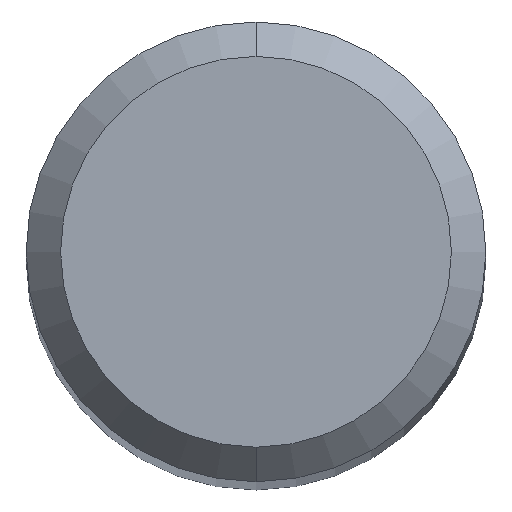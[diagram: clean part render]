
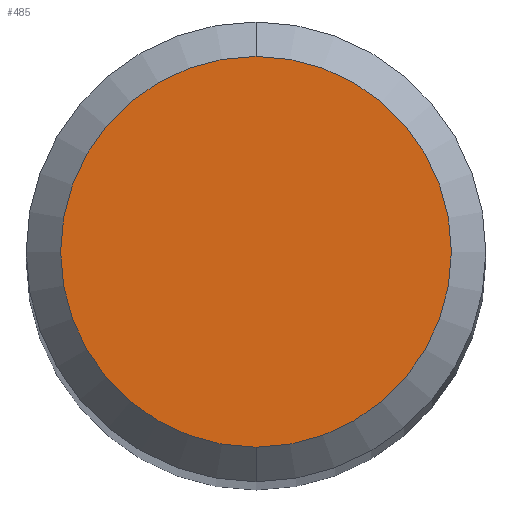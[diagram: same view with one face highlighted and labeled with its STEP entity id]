
A CAD part, top view. The second image highlights one B-rep face of the part: STEP entity #485.
In plain terms, the highlighted planar face has unit normal (0, 0, 1).
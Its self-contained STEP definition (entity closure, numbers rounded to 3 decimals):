
#409=VERTEX_POINT('',#1164);
#485=ADVANCED_FACE('',(#1249),#1250,.T.);
#509=EDGE_CURVE('',#699,#409,#1274,.T.);
#699=VERTEX_POINT('',#1481);
#843=EDGE_CURVE('',#409,#699,#1635,.T.);
#1164=CARTESIAN_POINT('',(0.0,1.7,0.0));
#1249=FACE_OUTER_BOUND('',#2257,.T.);
#1250=PLANE('',#2258);
#1274=CIRCLE('',#2310,1.7);
#1481=CARTESIAN_POINT('',(0.,-1.7,0.0));
#1635=CIRCLE('',#3743,1.7);
#2257=EDGE_LOOP('',(#5089,#5090));
#2258=AXIS2_PLACEMENT_3D('',#5091,#5092,#5093);
#2310=AXIS2_PLACEMENT_3D('',#5097,#5098,#5099);
#3743=AXIS2_PLACEMENT_3D('',#5467,#5468,#5469);
#5089=ORIENTED_EDGE('',*,*,#843,.F.);
#5090=ORIENTED_EDGE('',*,*,#509,.F.);
#5091=CARTESIAN_POINT('',(0.0,0.85,0.0));
#5092=DIRECTION('',(-0.0,0.0,1.0));
#5093=DIRECTION('',(0.0,-1.0,0.0));
#5097=CARTESIAN_POINT('',(0.0,0.0,0.0));
#5098=DIRECTION('',(0.0,0.0,-1.0));
#5099=DIRECTION('',(0.0,1.0,0.0));
#5467=CARTESIAN_POINT('',(0.0,0.0,0.0));
#5468=DIRECTION('',(0.0,0.0,-1.0));
#5469=DIRECTION('',(0.0,1.0,0.0));
